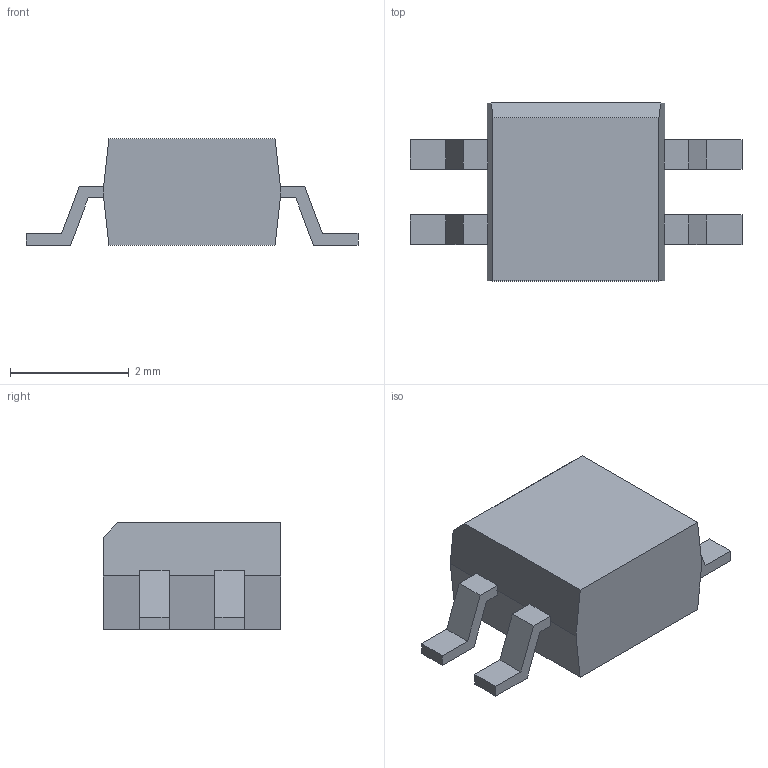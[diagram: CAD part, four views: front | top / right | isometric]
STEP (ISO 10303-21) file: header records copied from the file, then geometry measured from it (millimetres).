
FILE_DESCRIPTION(('FreeCAD Model'),'2;1');
FILE_NAME('Diode_Bridge_Diotec_MicroDil_3.0x3.0x1.8mm.step','2018-01-05T12:11:26',( 'kicad StepUp'),('ksu MCAD'),'Open CASCADE STEP processor 6.8', 'FreeCAD','Unknown');
FILE_SCHEMA(('AUTOMOTIVE_DESIGN_CC2 { 1 2 10303 214 -1 1 5 4 }'));
Length unit declared in the file: millimetre
Products named in the file (1): Diode_Bridge_Diotec_MicroDil_3.0x3.0x1.8mm
Bounding box: 5.6 x 3 x 1.8 mm (x, y, z)
Volume: 16.3 mm3; surface area: 48.1 mm2
Topology: 1 solids, 1 shells, 45 faces, 129 edges, 86 vertices
Faces by surface type: plane 45
Entity records: 1771 total; most frequent: CARTESIAN_POINT 261, ORIENTED_EDGE 258, DIRECTION 221, EDGE_CURVE 129, LINE 129, VECTOR 129, VERTEX_POINT 86, AXIS2_PLACEMENT_3D 46
